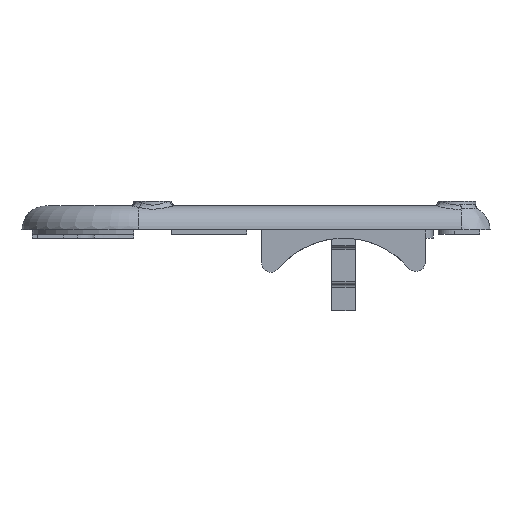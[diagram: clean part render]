
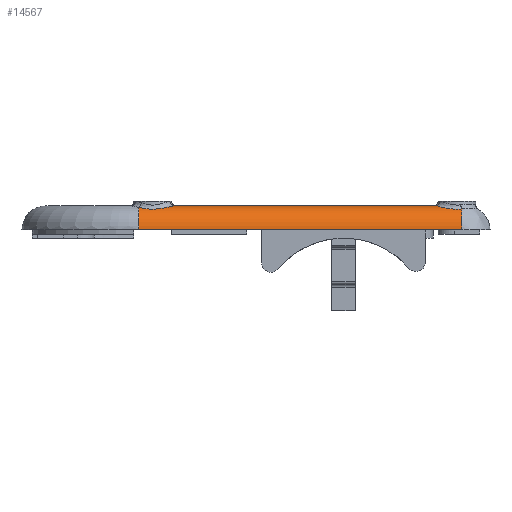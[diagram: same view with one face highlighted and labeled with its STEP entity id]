
A CAD part, front view. The second image highlights one B-rep face of the part: STEP entity #14567.
In plain terms, the highlighted cylindrical face has radius 5 mm (diameter 10 mm), a partial arc.
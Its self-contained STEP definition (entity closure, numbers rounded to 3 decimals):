
#1253=B_SPLINE_CURVE_WITH_KNOTS('',3,(#26223,#26224,#26225,#26226,#26227,
#26228,#26229),.UNSPECIFIED.,.F.,.F.,(4,1,1,1,4),(-0.912,-0.652,
-0.391,-0.261,0.),.UNSPECIFIED.);
#1257=B_SPLINE_CURVE_WITH_KNOTS('',3,(#26277,#26278,#26279,#26280,#26281,
#26282),.UNSPECIFIED.,.F.,.F.,(4,1,1,4),(-0.687,-0.295,
-0.196,0.),.UNSPECIFIED.);
#2199=FACE_OUTER_BOUND('',#3214,.T.);
#3214=EDGE_LOOP('',(#13080,#13081,#13082,#13083,#13084,#13085));
#4596=CIRCLE('',#16576,5.);
#4597=CIRCLE('',#16577,5.);
#4890=LINE('',#23216,#5560);
#5099=LINE('',#24687,#5769);
#5560=VECTOR('',#18445,10.);
#5769=VECTOR('',#20234,10.);
#6636=VERTEX_POINT('',#23213);
#6637=VERTEX_POINT('',#23215);
#7060=VERTEX_POINT('',#24684);
#7061=VERTEX_POINT('',#24686);
#7277=VERTEX_POINT('',#26221);
#7280=VERTEX_POINT('',#26275);
#8165=EDGE_CURVE('',#6637,#6636,#4890,.T.);
#8878=EDGE_CURVE('',#7061,#7060,#5099,.T.);
#9271=EDGE_CURVE('',#7277,#6636,#1253,.T.);
#9279=EDGE_CURVE('',#7061,#7277,#4596,.T.);
#9280=EDGE_CURVE('',#7280,#7060,#4597,.T.);
#9281=EDGE_CURVE('',#6637,#7280,#1257,.T.);
#13080=ORIENTED_EDGE('',*,*,#9271,.F.);
#13081=ORIENTED_EDGE('',*,*,#9279,.F.);
#13082=ORIENTED_EDGE('',*,*,#8878,.T.);
#13083=ORIENTED_EDGE('',*,*,#9280,.F.);
#13084=ORIENTED_EDGE('',*,*,#9281,.F.);
#13085=ORIENTED_EDGE('',*,*,#8165,.T.);
#13875=CYLINDRICAL_SURFACE('',#16575,5.);
#14567=ADVANCED_FACE('',(#2199),#13875,.T.);
#16575=AXIS2_PLACEMENT_3D('',#26273,#21091,#21092);
#16576=AXIS2_PLACEMENT_3D('',#26274,#21093,#21094);
#16577=AXIS2_PLACEMENT_3D('',#26276,#21095,#21096);
#18445=DIRECTION('',(-1.,0.,0.));
#20234=DIRECTION('',(1.,0.,0.));
#21091=DIRECTION('center_axis',(1.,0.,0.));
#21092=DIRECTION('ref_axis',(0.,-0.707,0.707));
#21093=DIRECTION('center_axis',(-1.,0.,0.));
#21094=DIRECTION('ref_axis',(0.,-1.,0.));
#21095=DIRECTION('center_axis',(1.,0.,0.));
#21096=DIRECTION('ref_axis',(0.,0.,1.));
#23213=CARTESIAN_POINT('',(-21.621,-60.,5.));
#23215=CARTESIAN_POINT('',(33.702,-60.,5.));
#23216=CARTESIAN_POINT('',(-14.989,-60.,5.));
#24684=CARTESIAN_POINT('',(39.284,-65.,0.));
#24686=CARTESIAN_POINT('',(-29.204,-65.,0.));
#24687=CARTESIAN_POINT('',(-29.204,-65.,0.));
#26221=CARTESIAN_POINT('',(-29.204,-61.667,4.714));
#26223=CARTESIAN_POINT('Ctrl Pts',(-29.204,-61.667,
4.714));
#26224=CARTESIAN_POINT('Ctrl Pts',(-28.524,-62.092,4.564));
#26225=CARTESIAN_POINT('Ctrl Pts',(-26.888,-62.657,
4.232));
#26226=CARTESIAN_POINT('Ctrl Pts',(-24.653,-62.408,
4.397));
#26227=CARTESIAN_POINT('Ctrl Pts',(-22.801,-61.526,
4.799));
#26228=CARTESIAN_POINT('Ctrl Pts',(-21.968,-60.663,
5.));
#26229=CARTESIAN_POINT('Ctrl Pts',(-21.621,-60.,5.));
#26273=CARTESIAN_POINT('Origin',(-14.989,-60.,0.));
#26274=CARTESIAN_POINT('Origin',(-29.204,-60.,0.));
#26275=CARTESIAN_POINT('',(39.284,-62.416,4.378));
#26276=CARTESIAN_POINT('Origin',(39.284,-60.,0.));
#26277=CARTESIAN_POINT('Ctrl Pts',(33.702,-60.,5.));
#26278=CARTESIAN_POINT('Ctrl Pts',(34.225,-61.,5.));
#26279=CARTESIAN_POINT('Ctrl Pts',(35.46,-61.988,4.613));
#26280=CARTESIAN_POINT('Ctrl Pts',(37.64,-62.525,4.317));
#26281=CARTESIAN_POINT('Ctrl Pts',(38.647,-62.524,4.318));
#26282=CARTESIAN_POINT('Ctrl Pts',(39.284,-62.416,4.378));
